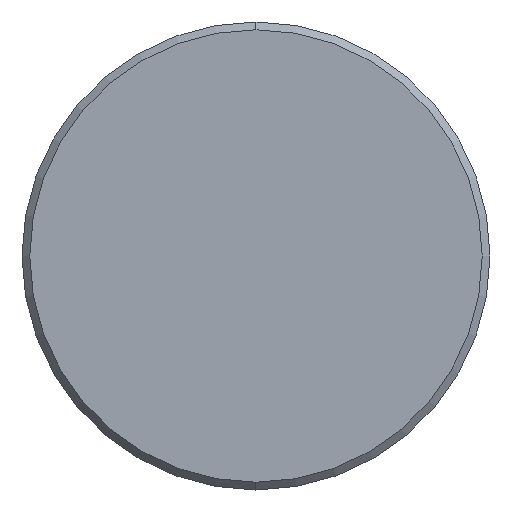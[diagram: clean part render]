
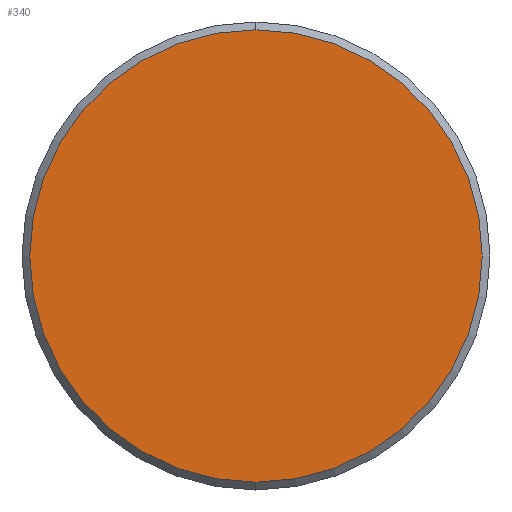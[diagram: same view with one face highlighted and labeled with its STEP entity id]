
A CAD part, left-side view. The second image highlights one B-rep face of the part: STEP entity #340.
In plain terms, the highlighted planar face has unit normal (-1, 0, 0).
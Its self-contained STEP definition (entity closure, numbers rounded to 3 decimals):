
#46 = DIRECTION ( 'NONE',  ( -1., 0., 0. ) ) ;
#55 = CARTESIAN_POINT ( 'NONE',  ( -91.4, -14.674, -14.674 ) ) ;
#94 = CARTESIAN_POINT ( 'NONE',  ( -91.4, 0., -14.5 ) ) ;
#140 = CARTESIAN_POINT ( 'NONE',  ( -91.4, 0., 0. ) ) ;
#199 = EDGE_LOOP ( 'NONE', ( #882, #646 ) ) ;
#212 = CIRCLE ( 'NONE', #736, 14.5 ) ;
#221 = EDGE_CURVE ( 'NONE', #855, #611, #673, .T. ) ;
#287 = AXIS2_PLACEMENT_3D ( 'NONE', #55, #932, #416 ) ;
#336 = AXIS2_PLACEMENT_3D ( 'NONE', #140, #46, #488 ) ;
#340 = ADVANCED_FACE ( 'NONE', ( #500 ), #754, .T. ) ;
#377 = DIRECTION ( 'NONE',  ( -1., 0., 0. ) ) ;
#416 = DIRECTION ( 'NONE',  ( 0., 0., 1. ) ) ;
#488 = DIRECTION ( 'NONE',  ( 0., 0., -1. ) ) ;
#500 = FACE_OUTER_BOUND ( 'NONE', #199, .T. ) ;
#611 = VERTEX_POINT ( 'NONE', #94 ) ;
#646 = ORIENTED_EDGE ( 'NONE', *, *, #221, .T. ) ;
#673 = CIRCLE ( 'NONE', #336, 14.5 ) ;
#734 = EDGE_CURVE ( 'NONE', #611, #855, #212, .T. ) ;
#736 = AXIS2_PLACEMENT_3D ( 'NONE', #995, #377, #990 ) ;
#754 = PLANE ( 'NONE',  #287 ) ;
#855 = VERTEX_POINT ( 'NONE', #1017 ) ;
#882 = ORIENTED_EDGE ( 'NONE', *, *, #734, .T. ) ;
#932 = DIRECTION ( 'NONE',  ( -1., 0., 0. ) ) ;
#990 = DIRECTION ( 'NONE',  ( 0., 0., -1. ) ) ;
#995 = CARTESIAN_POINT ( 'NONE',  ( -91.4, 0., 0. ) ) ;
#1017 = CARTESIAN_POINT ( 'NONE',  ( -91.4, 0., 14.5 ) ) ;
